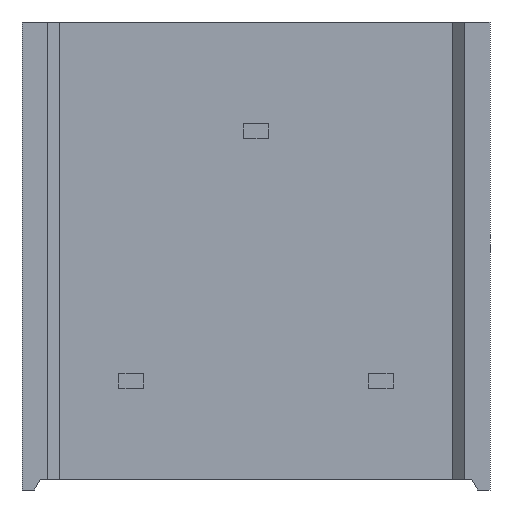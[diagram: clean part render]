
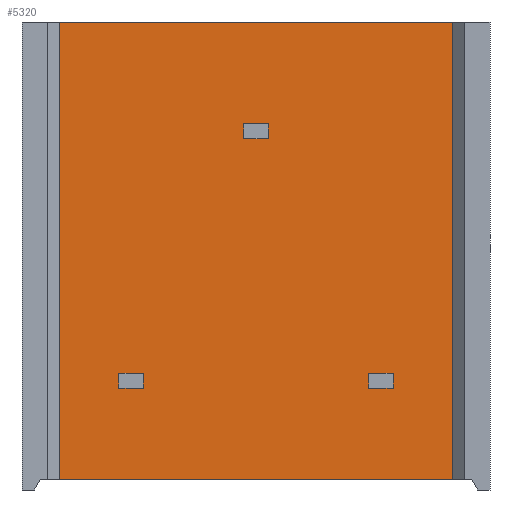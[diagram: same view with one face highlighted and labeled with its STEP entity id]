
A CAD part, front view. The second image highlights one B-rep face of the part: STEP entity #5320.
In plain terms, the highlighted planar face has unit normal (0, -1, 0).
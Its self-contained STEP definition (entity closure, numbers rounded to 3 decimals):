
#62=LINE('',#6589,#343);
#117=LINE('',#7410,#398);
#217=LINE('',#8220,#498);
#218=LINE('',#8223,#499);
#219=LINE('',#8225,#500);
#220=LINE('',#8227,#501);
#221=LINE('',#8228,#502);
#222=LINE('',#8231,#503);
#223=LINE('',#8233,#504);
#224=LINE('',#8235,#505);
#225=LINE('',#8236,#506);
#226=LINE('',#8239,#507);
#227=LINE('',#8241,#508);
#228=LINE('',#8243,#509);
#229=LINE('',#8244,#510);
#230=LINE('',#8245,#511);
#343=VECTOR('',#5656,1000.);
#398=VECTOR('',#5751,1000.);
#498=VECTOR('',#6015,1000.);
#499=VECTOR('',#6016,1000.);
#500=VECTOR('',#6017,1000.);
#501=VECTOR('',#6018,1000.);
#502=VECTOR('',#6019,1000.);
#503=VECTOR('',#6020,1000.);
#504=VECTOR('',#6021,1000.);
#505=VECTOR('',#6022,1000.);
#506=VECTOR('',#6023,1000.);
#507=VECTOR('',#6024,1000.);
#508=VECTOR('',#6025,1000.);
#509=VECTOR('',#6026,1000.);
#510=VECTOR('',#6027,1000.);
#511=VECTOR('',#6028,1000.);
#1232=ORIENTED_EDGE('',*,*,#2111,.T.);
#1233=ORIENTED_EDGE('',*,*,#2112,.T.);
#1234=ORIENTED_EDGE('',*,*,#2113,.T.);
#1235=ORIENTED_EDGE('',*,*,#2114,.T.);
#1236=ORIENTED_EDGE('',*,*,#2115,.T.);
#1237=ORIENTED_EDGE('',*,*,#2116,.T.);
#1238=ORIENTED_EDGE('',*,*,#2117,.T.);
#1239=ORIENTED_EDGE('',*,*,#2118,.T.);
#1240=ORIENTED_EDGE('',*,*,#2119,.T.);
#1241=ORIENTED_EDGE('',*,*,#2120,.T.);
#1242=ORIENTED_EDGE('',*,*,#2121,.T.);
#1243=ORIENTED_EDGE('',*,*,#2122,.T.);
#1244=ORIENTED_EDGE('',*,*,#2123,.T.);
#1245=ORIENTED_EDGE('',*,*,#1802,.T.);
#1246=ORIENTED_EDGE('',*,*,#2124,.F.);
#1247=ORIENTED_EDGE('',*,*,#1957,.F.);
#1802=EDGE_CURVE('',#2371,#2372,#62,.T.);
#1957=EDGE_CURVE('',#2517,#2518,#117,.T.);
#2111=EDGE_CURVE('',#2593,#2594,#217,.T.);
#2112=EDGE_CURVE('',#2594,#2595,#218,.T.);
#2113=EDGE_CURVE('',#2595,#2596,#219,.T.);
#2114=EDGE_CURVE('',#2596,#2593,#220,.T.);
#2115=EDGE_CURVE('',#2597,#2598,#221,.T.);
#2116=EDGE_CURVE('',#2598,#2599,#222,.T.);
#2117=EDGE_CURVE('',#2599,#2600,#223,.T.);
#2118=EDGE_CURVE('',#2600,#2597,#224,.T.);
#2119=EDGE_CURVE('',#2601,#2602,#225,.T.);
#2120=EDGE_CURVE('',#2602,#2603,#226,.T.);
#2121=EDGE_CURVE('',#2603,#2604,#227,.T.);
#2122=EDGE_CURVE('',#2604,#2601,#228,.T.);
#2123=EDGE_CURVE('',#2517,#2371,#229,.T.);
#2124=EDGE_CURVE('',#2518,#2372,#230,.T.);
#2371=VERTEX_POINT('',#6590);
#2372=VERTEX_POINT('',#6591);
#2517=VERTEX_POINT('',#7409);
#2518=VERTEX_POINT('',#7411);
#2593=VERTEX_POINT('',#8221);
#2594=VERTEX_POINT('',#8222);
#2595=VERTEX_POINT('',#8224);
#2596=VERTEX_POINT('',#8226);
#2597=VERTEX_POINT('',#8229);
#2598=VERTEX_POINT('',#8230);
#2599=VERTEX_POINT('',#8232);
#2600=VERTEX_POINT('',#8234);
#2601=VERTEX_POINT('',#8237);
#2602=VERTEX_POINT('',#8238);
#2603=VERTEX_POINT('',#8240);
#2604=VERTEX_POINT('',#8242);
#3112=EDGE_LOOP('',(#1232,#1233,#1234,#1235));
#3113=EDGE_LOOP('',(#1236,#1237,#1238,#1239));
#3114=EDGE_LOOP('',(#1240,#1241,#1242,#1243));
#3115=EDGE_LOOP('',(#1244,#1245,#1246,#1247));
#3361=FACE_BOUND('',#3112,.T.);
#3362=FACE_BOUND('',#3113,.T.);
#3363=FACE_BOUND('',#3114,.T.);
#3364=FACE_BOUND('',#3115,.T.);
#3569=PLANE('',#5546);
#5320=ADVANCED_FACE('',(#3361,#3362,#3363,#3364),#3569,.F.);
#5546=AXIS2_PLACEMENT_3D('',#8219,#6013,#6014);
#5656=DIRECTION('',(-1.,0.,0.));
#5751=DIRECTION('',(-1.,0.,0.));
#6013=DIRECTION('',(0.,1.,0.));
#6014=DIRECTION('',(-1.,0.,0.));
#6015=DIRECTION('',(1.,0.,0.));
#6016=DIRECTION('',(0.,0.,-1.));
#6017=DIRECTION('',(-1.,0.,0.));
#6018=DIRECTION('',(0.,0.,1.));
#6019=DIRECTION('',(1.,0.,0.));
#6020=DIRECTION('',(0.,0.,-1.));
#6021=DIRECTION('',(-1.,0.,0.));
#6022=DIRECTION('',(0.,0.,1.));
#6023=DIRECTION('',(1.,0.,0.));
#6024=DIRECTION('',(0.,0.,-1.));
#6025=DIRECTION('',(-1.,0.,0.));
#6026=DIRECTION('',(0.,0.,1.));
#6027=DIRECTION('',(0.,0.,1.));
#6028=DIRECTION('',(0.,0.,1.));
#6589=CARTESIAN_POINT('',(4.,-4.58,4.76));
#6590=CARTESIAN_POINT('',(4.,-4.58,4.76));
#6591=CARTESIAN_POINT('',(-4.,-4.58,4.76));
#7409=CARTESIAN_POINT('',(4.,-4.58,-4.543));
#7410=CARTESIAN_POINT('',(4.385,-4.58,-4.543));
#7411=CARTESIAN_POINT('',(-4.,-4.58,-4.543));
#8219=CARTESIAN_POINT('',(4.,-4.58,-45.24));
#8220=CARTESIAN_POINT('',(2.29,-4.58,-2.39));
#8221=CARTESIAN_POINT('',(2.29,-4.58,-2.39));
#8222=CARTESIAN_POINT('',(2.79,-4.58,-2.39));
#8223=CARTESIAN_POINT('',(2.79,-4.58,-2.39));
#8224=CARTESIAN_POINT('',(2.79,-4.58,-2.69));
#8225=CARTESIAN_POINT('',(2.79,-4.58,-2.69));
#8226=CARTESIAN_POINT('',(2.29,-4.58,-2.69));
#8227=CARTESIAN_POINT('',(2.29,-4.58,-2.69));
#8228=CARTESIAN_POINT('',(-2.79,-4.58,-2.39));
#8229=CARTESIAN_POINT('',(-2.79,-4.58,-2.39));
#8230=CARTESIAN_POINT('',(-2.29,-4.58,-2.39));
#8231=CARTESIAN_POINT('',(-2.29,-4.58,-2.39));
#8232=CARTESIAN_POINT('',(-2.29,-4.58,-2.69));
#8233=CARTESIAN_POINT('',(-2.29,-4.58,-2.69));
#8234=CARTESIAN_POINT('',(-2.79,-4.58,-2.69));
#8235=CARTESIAN_POINT('',(-2.79,-4.58,-2.69));
#8236=CARTESIAN_POINT('',(-0.25,-4.58,2.69));
#8237=CARTESIAN_POINT('',(-0.25,-4.58,2.69));
#8238=CARTESIAN_POINT('',(0.25,-4.58,2.69));
#8239=CARTESIAN_POINT('',(0.25,-4.58,2.69));
#8240=CARTESIAN_POINT('',(0.25,-4.58,2.39));
#8241=CARTESIAN_POINT('',(0.25,-4.58,2.39));
#8242=CARTESIAN_POINT('',(-0.25,-4.58,2.39));
#8243=CARTESIAN_POINT('',(-0.25,-4.58,2.39));
#8244=CARTESIAN_POINT('',(4.,-4.58,-45.24));
#8245=CARTESIAN_POINT('',(-4.,-4.58,-45.24));
